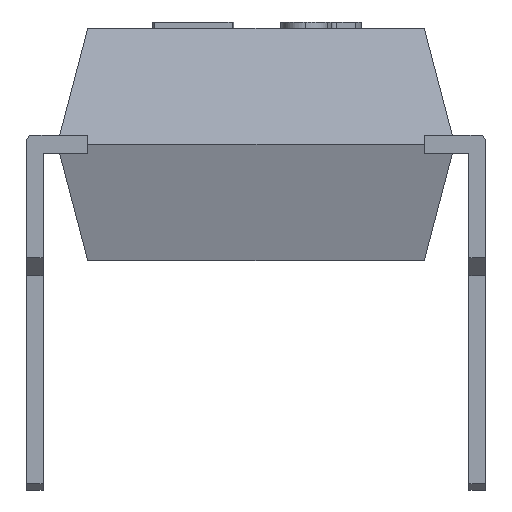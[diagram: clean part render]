
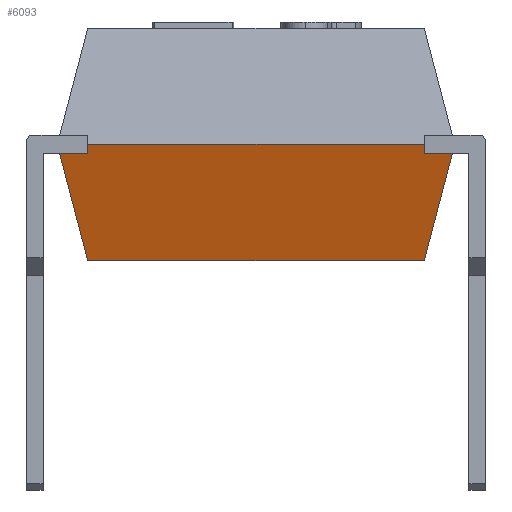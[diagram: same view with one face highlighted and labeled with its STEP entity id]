
A CAD part, left-side view. The second image highlights one B-rep face of the part: STEP entity #6093.
In plain terms, the highlighted planar face has unit normal (-0.954, 0, -0.301).
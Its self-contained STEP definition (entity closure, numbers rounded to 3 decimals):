
#245=PLANE('',#6337);
#551=FACE_OUTER_BOUND('',#870,.T.);
#870=EDGE_LOOP('',(#5351,#5352,#5353,#5354,#5355,#5356,#5357,#5358));
#1424=LINE('',#10237,#2053);
#1433=LINE('',#10254,#2062);
#1474=LINE('',#10334,#2103);
#1479=LINE('',#10344,#2108);
#1485=LINE('',#10355,#2114);
#1499=LINE('',#10382,#2128);
#1501=LINE('',#10385,#2130);
#1502=LINE('',#10386,#2131);
#2053=VECTOR('',#7249,10.);
#2062=VECTOR('',#7268,10.);
#2103=VECTOR('',#7353,10.);
#2108=VECTOR('',#7366,10.);
#2114=VECTOR('',#7378,10.);
#2128=VECTOR('',#7404,10.);
#2130=VECTOR('',#7408,10.);
#2131=VECTOR('',#7409,10.);
#2848=VERTEX_POINT('',#10234);
#2849=VERTEX_POINT('',#10236);
#2852=VERTEX_POINT('',#10252);
#2868=VERTEX_POINT('',#10331);
#2869=VERTEX_POINT('',#10333);
#2870=VERTEX_POINT('',#10343);
#2872=VERTEX_POINT('',#10353);
#2879=VERTEX_POINT('',#10381);
#3640=EDGE_CURVE('',#2849,#2848,#1424,.T.);
#3649=EDGE_CURVE('',#2848,#2852,#1433,.T.);
#3690=EDGE_CURVE('',#2869,#2868,#1474,.T.);
#3695=EDGE_CURVE('',#2870,#2869,#1479,.T.);
#3701=EDGE_CURVE('',#2852,#2872,#1485,.T.);
#3715=EDGE_CURVE('',#2879,#2870,#1499,.T.);
#3717=EDGE_CURVE('',#2879,#2872,#1501,.T.);
#3718=EDGE_CURVE('',#2849,#2868,#1502,.T.);
#5351=ORIENTED_EDGE('',*,*,#3649,.T.);
#5352=ORIENTED_EDGE('',*,*,#3701,.T.);
#5353=ORIENTED_EDGE('',*,*,#3717,.F.);
#5354=ORIENTED_EDGE('',*,*,#3715,.T.);
#5355=ORIENTED_EDGE('',*,*,#3695,.T.);
#5356=ORIENTED_EDGE('',*,*,#3690,.T.);
#5357=ORIENTED_EDGE('',*,*,#3718,.F.);
#5358=ORIENTED_EDGE('',*,*,#3640,.T.);
#6093=ADVANCED_FACE('',(#551),#245,.F.);
#6337=AXIS2_PLACEMENT_3D('',#10384,#7406,#7407);
#7249=DIRECTION('',(0.301,0.,-0.954));
#7268=DIRECTION('',(0.,1.,0.));
#7353=DIRECTION('',(-0.301,0.,0.954));
#7366=DIRECTION('',(0.,1.,0.));
#7378=DIRECTION('',(0.292,-0.243,-0.925));
#7404=DIRECTION('',(-0.292,-0.243,0.925));
#7406=DIRECTION('center_axis',(0.954,0.,0.301));
#7407=DIRECTION('ref_axis',(0.301,0.,-0.954));
#7408=DIRECTION('',(0.,1.,0.));
#7409=DIRECTION('',(0.,-1.,0.));
#10234=CARTESIAN_POINT('',(-4.703,2.75,-0.15));
#10236=CARTESIAN_POINT('',(-4.75,2.75,0.));
#10237=CARTESIAN_POINT('',(-3.269,2.75,-4.691));
#10252=CARTESIAN_POINT('',(-4.703,3.211,-0.15));
#10254=CARTESIAN_POINT('',(-4.703,-0.25,-0.15));
#10331=CARTESIAN_POINT('',(-4.75,-2.75,0.));
#10333=CARTESIAN_POINT('',(-4.703,-2.75,-0.15));
#10334=CARTESIAN_POINT('',(-3.269,-2.75,-4.691));
#10343=CARTESIAN_POINT('',(-4.703,-3.211,-0.15));
#10344=CARTESIAN_POINT('',(-4.703,-3.,-0.15));
#10353=CARTESIAN_POINT('',(-4.15,2.75,-1.9));
#10355=CARTESIAN_POINT('',(-3.832,2.485,-2.909));
#10381=CARTESIAN_POINT('',(-4.15,-2.75,-1.9));
#10382=CARTESIAN_POINT('',(-4.063,-2.677,-2.177));
#10384=CARTESIAN_POINT('Origin',(-4.15,-3.25,-1.9));
#10385=CARTESIAN_POINT('',(-4.15,-1.625,-1.9));
#10386=CARTESIAN_POINT('',(-4.75,-3.25,0.));
